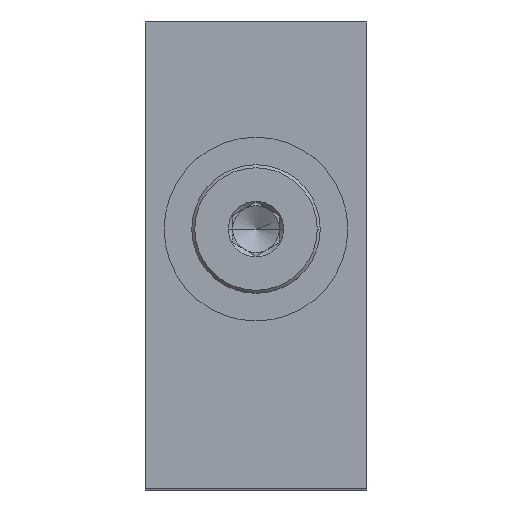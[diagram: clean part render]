
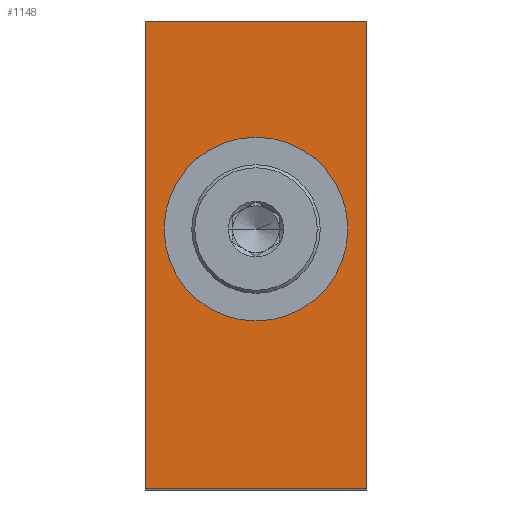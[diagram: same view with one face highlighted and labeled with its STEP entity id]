
A CAD part, top view. The second image highlights one B-rep face of the part: STEP entity #1148.
In plain terms, the highlighted planar face has unit normal (0, 0, 1).
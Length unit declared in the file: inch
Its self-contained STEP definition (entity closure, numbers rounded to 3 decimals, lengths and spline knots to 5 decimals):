
#217=DIRECTION('',(0.,-1.,0.));
#218=VECTOR('',#217,2.5);
#219=CARTESIAN_POINT('',(0.,0.,3.625));
#220=LINE('',#219,#218);
#221=DIRECTION('',(-1.,0.,0.));
#222=VECTOR('',#221,1.188);
#223=CARTESIAN_POINT('',(1.188,0.,3.625));
#224=LINE('',#223,#222);
#225=DIRECTION('',(0.,1.,0.));
#226=VECTOR('',#225,2.5);
#227=CARTESIAN_POINT('',(1.188,-2.5,3.625));
#228=LINE('',#227,#226);
#229=DIRECTION('',(1.,0.,0.));
#230=VECTOR('',#229,1.188);
#231=CARTESIAN_POINT('',(0.,-2.5,3.625));
#232=LINE('',#231,#230);
#233=CARTESIAN_POINT('',(0.594,-1.109,3.625));
#234=DIRECTION('',(0.,0.,-1.));
#235=DIRECTION('',(-1.,0.,0.));
#236=AXIS2_PLACEMENT_3D('',#233,#234,#235);
#238=CARTESIAN_POINT('',(0.594,-1.109,3.625));
#239=DIRECTION('',(0.,0.,-1.));
#240=DIRECTION('',(1.,0.,0.));
#241=AXIS2_PLACEMENT_3D('',#238,#239,#240);
#873=CARTESIAN_POINT('',(0.,0.,3.625));
#874=CARTESIAN_POINT('',(0.,-2.5,3.625));
#875=VERTEX_POINT('',#873);
#876=VERTEX_POINT('',#874);
#877=CARTESIAN_POINT('',(1.188,-2.5,3.625));
#878=VERTEX_POINT('',#877);
#879=CARTESIAN_POINT('',(1.188,0.,3.625));
#880=VERTEX_POINT('',#879);
#881=CARTESIAN_POINT('',(0.102,-1.109,3.625));
#883=VERTEX_POINT('',#881);
#885=CARTESIAN_POINT('',(1.086,-1.109,3.625));
#887=VERTEX_POINT('',#885);
#1131=CARTESIAN_POINT('',(0.,0.,3.625));
#1132=DIRECTION('',(0.,0.,1.));
#1133=DIRECTION('',(1.,0.,0.));
#1134=AXIS2_PLACEMENT_3D('',#1131,#1132,#1133);
#1135=PLANE('',#1134);
#1136=ORIENTED_EDGE('',*,*,#1023,.F.);
#1137=ORIENTED_EDGE('',*,*,#1074,.F.);
#1138=ORIENTED_EDGE('',*,*,#1088,.F.);
#1139=ORIENTED_EDGE('',*,*,#1125,.F.);
#1140=EDGE_LOOP('',(#1136,#1137,#1138,#1139));
#1141=FACE_OUTER_BOUND('',#1140,.F.);
#1143=ORIENTED_EDGE('',*,*,#1142,.F.);
#1145=ORIENTED_EDGE('',*,*,#1144,.F.);
#1146=EDGE_LOOP('',(#1143,#1145));
#1147=FACE_BOUND('',#1146,.F.);
#1148=ADVANCED_FACE('',(#1141,#1147),#1135,.T.);
#237=CIRCLE('',#236,0.492);
#242=CIRCLE('',#241,0.492);
#1023=EDGE_CURVE('',#875,#876,#220,.T.);
#1074=EDGE_CURVE('',#880,#875,#224,.T.);
#1088=EDGE_CURVE('',#878,#880,#228,.T.);
#1125=EDGE_CURVE('',#876,#878,#232,.T.);
#1142=EDGE_CURVE('',#883,#887,#237,.T.);
#1144=EDGE_CURVE('',#887,#883,#242,.T.);
